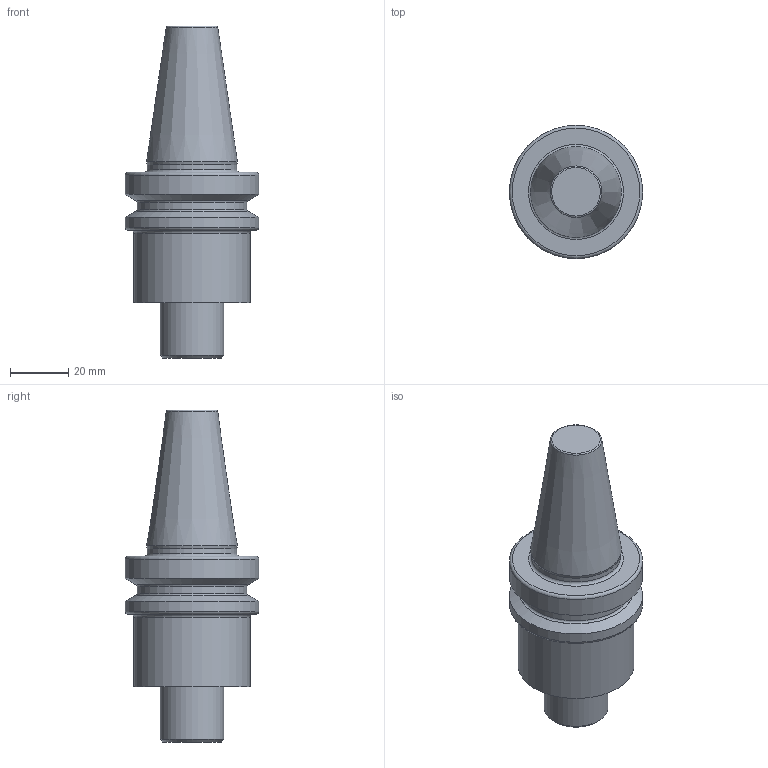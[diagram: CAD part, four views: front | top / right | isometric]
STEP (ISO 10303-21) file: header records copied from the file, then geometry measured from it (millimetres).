
FILE_DESCRIPTION(/* description */ ('3-D model version:1'),/* implementation_level */ '2;1');
FILE_NAME(/* name */ 'A208-3022047',/* time_stamp */ '2016-12-02T13:58:53',/* author */ ('InteractiveCad'),/* organization */ ('AB Sandvik Coromant'),/* preprocessor_version */ 'ST-DEVELOPER v11',/* originating_system */ 'SIEMENS UGS NX 6.0',/* authorization */ '');
FILE_SCHEMA(('AUTOMOTIVE_DESIGN'));
Length unit declared in the file: millimetre
Products named in the file (1): ds680A14x9v3
Bounding box: 45.98 x 45.98 x 114.4 mm (x, y, z)
Volume: 93756.7 mm3; surface area: 14513.8 mm2
Topology: 1 solids, 1 shells, 27 faces, 45 edges, 26 vertices
Faces by surface type: plane 8, torus 7, cylinder 7, cone 5
Full cylindrical faces by diameter (mm): 22 x1, 26 x1, 30.75 x1, 37.75 x1, 40 x1, 45.98 x2
Entity records: 581 total; most frequent: DIRECTION 116, CARTESIAN_POINT 84, AXIS2_PLACEMENT_3D 58, EDGE_LOOP 52, ORIENTED_EDGE 52, FACE_BOUND 50, ADVANCED_FACE 27, VERTEX_POINT 26
